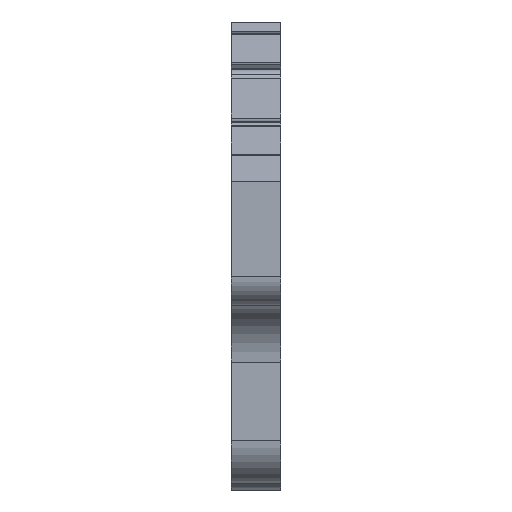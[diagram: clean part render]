
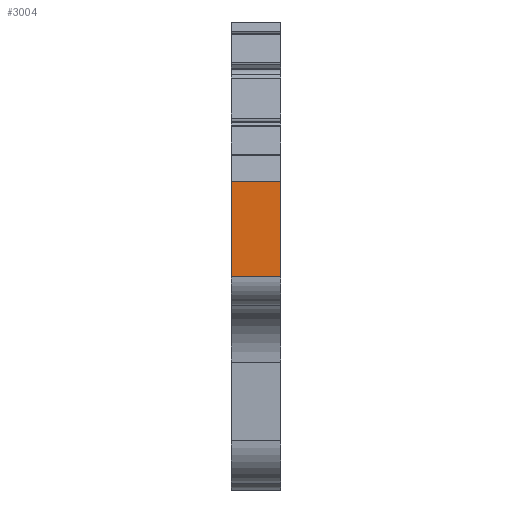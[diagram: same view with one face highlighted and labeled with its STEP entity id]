
A CAD part, left-side view. The second image highlights one B-rep face of the part: STEP entity #3004.
In plain terms, the highlighted face is planar.
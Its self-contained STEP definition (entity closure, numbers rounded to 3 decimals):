
#475 = CARTESIAN_POINT ( 'NONE',  ( 0., 14.323, 7.843 ) ) ;
#628 = CARTESIAN_POINT ( 'NONE',  ( 0., 14.323, 7.843 ) ) ;
#839 = VECTOR ( 'NONE', #4896, 1000. ) ;
#913 = EDGE_LOOP ( 'NONE', ( #2646, #9253, #10019, #6607 ) ) ;
#1010 = DIRECTION ( 'NONE',  ( 1., 0., 0. ) ) ;
#1863 = VERTEX_POINT ( 'NONE', #5473 ) ;
#2150 = FACE_OUTER_BOUND ( 'NONE', #913, .T. ) ;
#2377 = EDGE_CURVE ( 'NONE', #1863, #8238, #9224, .T. ) ;
#2646 = ORIENTED_EDGE ( 'NONE', *, *, #10759, .T. ) ;
#2865 = LINE ( 'NONE', #5595, #4659 ) ;
#3004 = ADVANCED_FACE ( 'NONE', ( #2150 ), #7974, .F. ) ;
#3311 = EDGE_CURVE ( 'NONE', #10246, #8124, #4011, .T. ) ;
#4011 = LINE ( 'NONE', #628, #839 ) ;
#4278 = VECTOR ( 'NONE', #1010, 1000. ) ;
#4659 = VECTOR ( 'NONE', #6292, 1000. ) ;
#4896 = DIRECTION ( 'NONE',  ( 1., 0., 0. ) ) ;
#5009 = CARTESIAN_POINT ( 'NONE',  ( 0., 14.323, 14.548 ) ) ;
#5015 = CARTESIAN_POINT ( 'NONE',  ( 3.5, 14.323, 7.843 ) ) ;
#5473 = CARTESIAN_POINT ( 'NONE',  ( 0., 14.323, 14.548 ) ) ;
#5548 = EDGE_CURVE ( 'NONE', #1863, #10246, #7690, .T. ) ;
#5595 = CARTESIAN_POINT ( 'NONE',  ( 3.5, 14.323, 7.843 ) ) ;
#5789 = AXIS2_PLACEMENT_3D ( 'NONE', #8813, #8146, #7194 ) ;
#6292 = DIRECTION ( 'NONE',  ( 0., 0., -1. ) ) ;
#6607 = ORIENTED_EDGE ( 'NONE', *, *, #2377, .T. ) ;
#7194 = DIRECTION ( 'NONE',  ( 0., 0., 1. ) ) ;
#7690 = LINE ( 'NONE', #8350, #8237 ) ;
#7974 = PLANE ( 'NONE',  #5789 ) ;
#8124 = VERTEX_POINT ( 'NONE', #5015 ) ;
#8146 = DIRECTION ( 'NONE',  ( 0., -1., 0. ) ) ;
#8237 = VECTOR ( 'NONE', #9062, 1000. ) ;
#8238 = VERTEX_POINT ( 'NONE', #9559 ) ;
#8350 = CARTESIAN_POINT ( 'NONE',  ( 0., 14.323, 7.843 ) ) ;
#8813 = CARTESIAN_POINT ( 'NONE',  ( 0., 14.323, 7.843 ) ) ;
#9062 = DIRECTION ( 'NONE',  ( 0., 0., -1. ) ) ;
#9224 = LINE ( 'NONE', #5009, #4278 ) ;
#9253 = ORIENTED_EDGE ( 'NONE', *, *, #3311, .F. ) ;
#9559 = CARTESIAN_POINT ( 'NONE',  ( 3.5, 14.323, 14.548 ) ) ;
#10019 = ORIENTED_EDGE ( 'NONE', *, *, #5548, .F. ) ;
#10246 = VERTEX_POINT ( 'NONE', #475 ) ;
#10759 = EDGE_CURVE ( 'NONE', #8238, #8124, #2865, .T. ) ;
